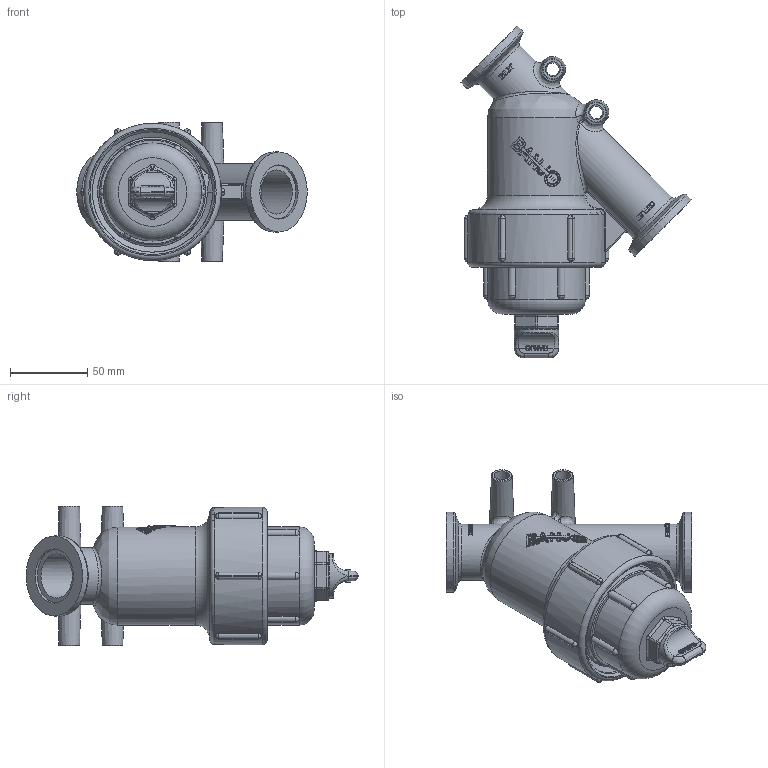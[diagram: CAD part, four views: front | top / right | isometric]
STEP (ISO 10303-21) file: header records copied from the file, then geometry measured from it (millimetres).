
FILE_DESCRIPTION(/* description */ ('1" MNFLD LINE STRAINER BODY'),/* implementation_level */ '2;1');
FILE_NAME(/* name */ 'MLS100-80.stp',/* time_stamp */ '2015-03-11T11:54:15-04:00',/* author */ ('mclevenger'),/* organization */ (''),/* preprocessor_version */ 'ST-DEVELOPER v15.6',/* originating_system */ 'Autodesk Inventor 2015',/* authorisation */ '');
FILE_SCHEMA (('AUTOMOTIVE_DESIGN { 1 0 10303 214 3 1 1 }'));
Length unit declared in the file: inch
Products named in the file (8): MLS100B; LS100XC1; 12777; UV15163; LS100-C1; LS100-G; LS180; MLS100-80
Assembly tree (7 placements, depth 3):
  MLS100-80
    MLS100B
    LS100-C1
      LS100XC1
      12777
      UV15163
    LS100-G
    LS180
Bounding box: 149.25 x 215.01 x 90.49 mm (x, y, z)
Volume: 364263.6 mm3; surface area: 172984.2 mm2
Topology: 6 solids, 6 shells, 1210 faces, 3156 edges, 2022 vertices
Faces by surface type: plane 612, cylinder 259, bspline 211, torus 54, cone 37, sphere 37
Full cylindrical faces by diameter (mm): 12.7 x1, 25.527 x1, 28.702 x3, 31.75 x1, 35.052 x2, 36.576 x2, 36.83 x1, 42.418 x1, 51.816 x2, 53.34 x1, 53.594 x1, 57.15 x1, 59.436 x1, 60.223 x1, 62.992 x1, 63.5 x1, 68.58 x4, 88.9 x1
Entity records: 49228 total; most frequent: CARTESIAN_POINT 21168, ORIENTED_EDGE 6004, DIRECTION 5410, EDGE_CURVE 3002, AXIS2_PLACEMENT_3D 2035, VERTEX_POINT 1962, EDGE_LOOP 1356, LINE 1340
